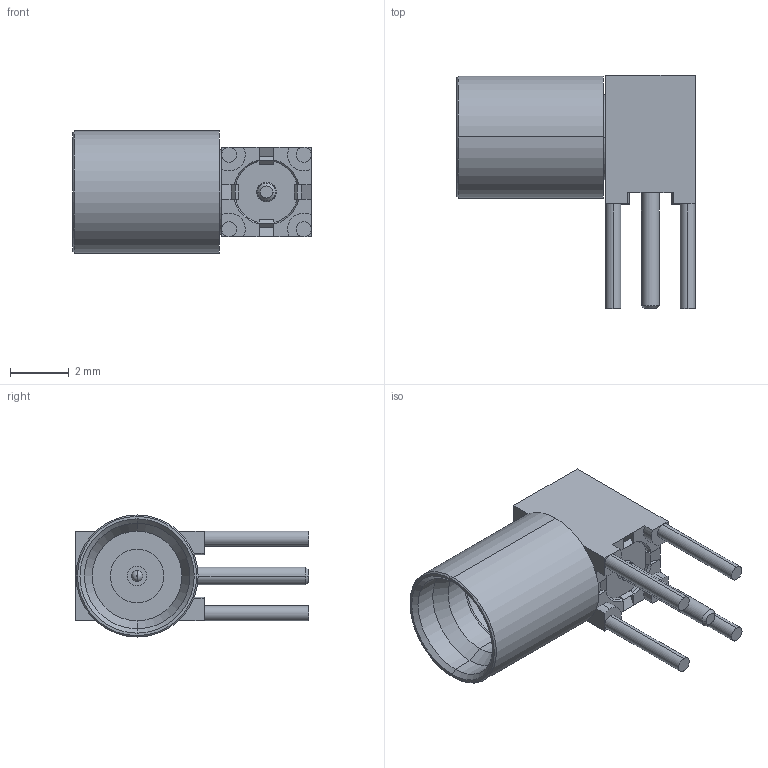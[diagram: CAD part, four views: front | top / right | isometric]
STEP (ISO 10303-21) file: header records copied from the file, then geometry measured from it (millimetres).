
FILE_DESCRIPTION (( 'STEP AP214' ), '1' );
FILE_NAME ('RS03680000.STEP', '2025-07-22T04:48:13', ( '' ), ( '' ), 'SwSTEP 2.0', 'SolidWorks 2025', '' );
FILE_SCHEMA (( 'AUTOMOTIVE_DESIGN' ));
Length unit declared in the file: millimetre
Products named in the file (2): Part7^RS03680000 - Copy; RS03680000
Assembly tree (1 placements, depth 2):
  RS03680000
    Part7^RS03680000 - Copy
Bounding box: 8.12 x 7.94 x 4.16 mm (x, y, z)
Volume: 85.5 mm3; surface area: 214.4 mm2
Topology: 1 solids, 3 shells, 127 faces, 295 edges, 182 vertices
Faces by surface type: plane 63, cylinder 46, cone 16, torus 2
Entity records: 3718 total; most frequent: CARTESIAN_POINT 743, DIRECTION 635, ORIENTED_EDGE 590, EDGE_CURVE 295, AXIS2_PLACEMENT_3D 232, VERTEX_POINT 182, VECTOR 171, LINE 171
